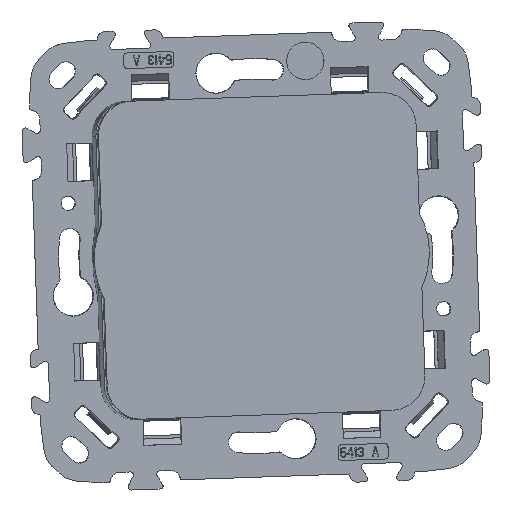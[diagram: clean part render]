
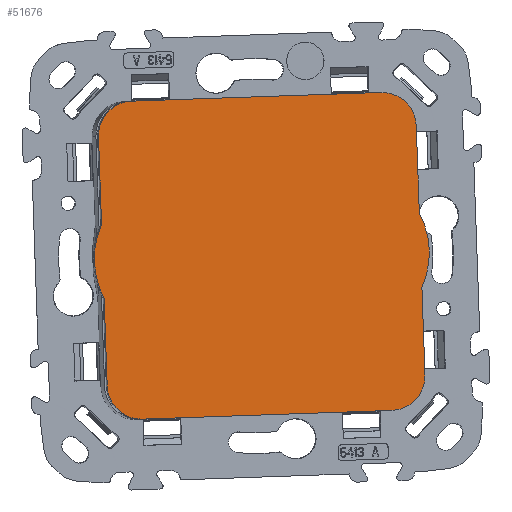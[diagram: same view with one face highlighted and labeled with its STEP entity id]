
A CAD part, front view. The second image highlights one B-rep face of the part: STEP entity #51676.
In plain terms, the highlighted face is planar.
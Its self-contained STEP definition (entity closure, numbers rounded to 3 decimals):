
#1716 = CARTESIAN_POINT ( 'NONE',  ( 12.23, 0., 26.843 ) ) ;
#3394 = DIRECTION ( 'NONE',  ( 0.999, 0., 0.035 ) ) ;
#3790 = CIRCLE ( 'NONE', #53625, 13.293 ) ;
#4307 = CARTESIAN_POINT ( 'NONE',  ( -20.909, -20., 25.686 ) ) ;
#5344 = VECTOR ( 'NONE', #37015, 1000. ) ;
#5906 = CARTESIAN_POINT ( 'NONE',  ( 19.066, 25.508, 27.082 ) ) ;
#7956 = ORIENTED_EDGE ( 'NONE', *, *, #43195, .T. ) ;
#8787 = VERTEX_POINT ( 'NONE', #41502 ) ;
#9432 = DIRECTION ( 'NONE',  ( 0.035, 0., -0.999 ) ) ;
#9729 = CIRCLE ( 'NONE', #12237, 5.508 ) ;
#11093 = DIRECTION ( 'NONE',  ( 0., 1., 0. ) ) ;
#11903 = FACE_OUTER_BOUND ( 'NONE', #19516, .T. ) ;
#11912 = VERTEX_POINT ( 'NONE', #37248 ) ;
#12058 = CIRCLE ( 'NONE', #56623, 5.508 ) ;
#12237 = AXIS2_PLACEMENT_3D ( 'NONE', #47784, #60918, #11093 ) ;
#12756 = DIRECTION ( 'NONE',  ( -0.035, 0., 0.999 ) ) ;
#13173 = VERTEX_POINT ( 'NONE', #17874 ) ;
#14313 = VERTEX_POINT ( 'NONE', #76529 ) ;
#14366 = AXIS2_PLACEMENT_3D ( 'NONE', #4307, #78550, #59368 ) ;
#14821 = ORIENTED_EDGE ( 'NONE', *, *, #49199, .F. ) ;
#15212 = CARTESIAN_POINT ( 'NONE',  ( 24.571, 20., 27.274 ) ) ;
#15276 = EDGE_CURVE ( 'NONE', #8787, #13173, #3790, .T. ) ;
#16624 = CARTESIAN_POINT ( 'NONE',  ( -26.414, -5.936, 25.494 ) ) ;
#17745 = ORIENTED_EDGE ( 'NONE', *, *, #15276, .F. ) ;
#17874 = CARTESIAN_POINT ( 'NONE',  ( -26.414, 5.936, 25.494 ) ) ;
#18932 = VERTEX_POINT ( 'NONE', #46453 ) ;
#19200 = EDGE_CURVE ( 'NONE', #14313, #37885, #51173, .T. ) ;
#19516 = EDGE_LOOP ( 'NONE', ( #25493, #74250, #77770, #25825, #43615, #14821, #68797, #38212, #7956, #32544, #55091, #17745 ) ) ;
#19740 = VERTEX_POINT ( 'NONE', #35474 ) ;
#20004 = CARTESIAN_POINT ( 'NONE',  ( -26.414, 20., 25.494 ) ) ;
#24599 = CARTESIAN_POINT ( 'NONE',  ( 24.571, -5.945, 27.274 ) ) ;
#25086 = CARTESIAN_POINT ( 'NONE',  ( 19.066, -25.508, 27.082 ) ) ;
#25454 = VERTEX_POINT ( 'NONE', #20004 ) ;
#25493 = ORIENTED_EDGE ( 'NONE', *, *, #71746, .T. ) ;
#25825 = ORIENTED_EDGE ( 'NONE', *, *, #37179, .T. ) ;
#26053 = DIRECTION ( 'NONE',  ( 0., 1., 0. ) ) ;
#26071 = DIRECTION ( 'NONE',  ( 0.035, 0., -0.999 ) ) ;
#26591 = CIRCLE ( 'NONE', #62241, 13.705 ) ;
#27461 = CARTESIAN_POINT ( 'NONE',  ( 24.571, -20., 27.274 ) ) ;
#28917 = LINE ( 'NONE', #33722, #38148 ) ;
#28987 = CIRCLE ( 'NONE', #37971, 5.508 ) ;
#30093 = VERTEX_POINT ( 'NONE', #24599 ) ;
#31261 = DIRECTION ( 'NONE',  ( 0., -1., 0. ) ) ;
#31774 = LINE ( 'NONE', #42601, #5344 ) ;
#32544 = ORIENTED_EDGE ( 'NONE', *, *, #68070, .T. ) ;
#33722 = CARTESIAN_POINT ( 'NONE',  ( -20.909, -25.508, 25.686 ) ) ;
#34122 = CARTESIAN_POINT ( 'NONE',  ( -14.527, 0., 25.909 ) ) ;
#35474 = CARTESIAN_POINT ( 'NONE',  ( -20.909, 25.508, 25.686 ) ) ;
#35658 = EDGE_CURVE ( 'NONE', #37885, #66879, #12058, .T. ) ;
#35928 = DIRECTION ( 'NONE',  ( -0.035, 0., 0.999 ) ) ;
#36694 = CARTESIAN_POINT ( 'NONE',  ( 19.066, -20., 27.082 ) ) ;
#37015 = DIRECTION ( 'NONE',  ( 0., 1., 0. ) ) ;
#37097 = DIRECTION ( 'NONE',  ( 0., 1., 0. ) ) ;
#37179 = EDGE_CURVE ( 'NONE', #61817, #44877, #28987, .T. ) ;
#37248 = CARTESIAN_POINT ( 'NONE',  ( -26.414, -20., 25.494 ) ) ;
#37885 = VERTEX_POINT ( 'NONE', #15212 ) ;
#37971 = AXIS2_PLACEMENT_3D ( 'NONE', #36694, #12756, #37097 ) ;
#38121 = CIRCLE ( 'NONE', #73755, 5.508 ) ;
#38148 = VECTOR ( 'NONE', #3394, 1000. ) ;
#38212 = ORIENTED_EDGE ( 'NONE', *, *, #35658, .T. ) ;
#38221 = DIRECTION ( 'NONE',  ( 0., -1., 0. ) ) ;
#41502 = CARTESIAN_POINT ( 'NONE',  ( -26.414, -5.936, 25.494 ) ) ;
#41801 = PLANE ( 'NONE',  #14366 ) ;
#42190 = DIRECTION ( 'NONE',  ( -0.999, 0., -0.035 ) ) ;
#42303 = DIRECTION ( 'NONE',  ( 0., 1., 0. ) ) ;
#42601 = CARTESIAN_POINT ( 'NONE',  ( 24.571, -20., 27.274 ) ) ;
#43195 = EDGE_CURVE ( 'NONE', #66879, #19740, #48180, .T. ) ;
#43615 = ORIENTED_EDGE ( 'NONE', *, *, #50843, .T. ) ;
#44000 = VECTOR ( 'NONE', #26053, 1000. ) ;
#44877 = VERTEX_POINT ( 'NONE', #27461 ) ;
#46453 = CARTESIAN_POINT ( 'NONE',  ( -20.909, -25.508, 25.686 ) ) ;
#47282 = EDGE_CURVE ( 'NONE', #18932, #61817, #28917, .T. ) ;
#47784 = CARTESIAN_POINT ( 'NONE',  ( -20.909, -20., 25.686 ) ) ;
#47906 = CARTESIAN_POINT ( 'NONE',  ( -20.909, 20., 25.686 ) ) ;
#48180 = LINE ( 'NONE', #5906, #75618 ) ;
#48311 = DIRECTION ( 'NONE',  ( 0., 1., 0. ) ) ;
#49199 = EDGE_CURVE ( 'NONE', #14313, #30093, #26591, .T. ) ;
#50843 = EDGE_CURVE ( 'NONE', #44877, #30093, #31774, .T. ) ;
#51173 = LINE ( 'NONE', #56346, #44000 ) ;
#51676 = ADVANCED_FACE ( 'NONE', ( #11903 ), #41801, .T. ) ;
#52901 = DIRECTION ( 'NONE',  ( 0., -1., 0. ) ) ;
#53625 = AXIS2_PLACEMENT_3D ( 'NONE', #34122, #9432, #70469 ) ;
#53715 = EDGE_CURVE ( 'NONE', #25454, #13173, #76086, .T. ) ;
#54240 = EDGE_CURVE ( 'NONE', #11912, #18932, #9729, .T. ) ;
#54266 = DIRECTION ( 'NONE',  ( -0.035, 0., 0.999 ) ) ;
#55091 = ORIENTED_EDGE ( 'NONE', *, *, #53715, .T. ) ;
#55167 = CARTESIAN_POINT ( 'NONE',  ( 19.066, 25.508, 27.082 ) ) ;
#56346 = CARTESIAN_POINT ( 'NONE',  ( 24.571, 5.945, 27.274 ) ) ;
#56623 = AXIS2_PLACEMENT_3D ( 'NONE', #72255, #54266, #48311 ) ;
#59245 = VECTOR ( 'NONE', #38221, 1000. ) ;
#59368 = DIRECTION ( 'NONE',  ( 0., 1., 0. ) ) ;
#60500 = LINE ( 'NONE', #16624, #69254 ) ;
#60918 = DIRECTION ( 'NONE',  ( -0.035, 0., 0.999 ) ) ;
#61817 = VERTEX_POINT ( 'NONE', #25086 ) ;
#62241 = AXIS2_PLACEMENT_3D ( 'NONE', #1716, #26071, #31261 ) ;
#66879 = VERTEX_POINT ( 'NONE', #55167 ) ;
#68070 = EDGE_CURVE ( 'NONE', #19740, #25454, #38121, .T. ) ;
#68797 = ORIENTED_EDGE ( 'NONE', *, *, #19200, .T. ) ;
#69254 = VECTOR ( 'NONE', #52901, 1000. ) ;
#70469 = DIRECTION ( 'NONE',  ( 0., -1., 0. ) ) ;
#71746 = EDGE_CURVE ( 'NONE', #8787, #11912, #60500, .T. ) ;
#72255 = CARTESIAN_POINT ( 'NONE',  ( 19.066, 20., 27.082 ) ) ;
#73755 = AXIS2_PLACEMENT_3D ( 'NONE', #47906, #35928, #42303 ) ;
#74250 = ORIENTED_EDGE ( 'NONE', *, *, #54240, .T. ) ;
#74506 = CARTESIAN_POINT ( 'NONE',  ( -26.414, 20., 25.494 ) ) ;
#75618 = VECTOR ( 'NONE', #42190, 1000. ) ;
#76086 = LINE ( 'NONE', #74506, #59245 ) ;
#76529 = CARTESIAN_POINT ( 'NONE',  ( 24.571, 5.945, 27.274 ) ) ;
#77770 = ORIENTED_EDGE ( 'NONE', *, *, #47282, .T. ) ;
#78550 = DIRECTION ( 'NONE',  ( -0.035, 0., 0.999 ) ) ;
